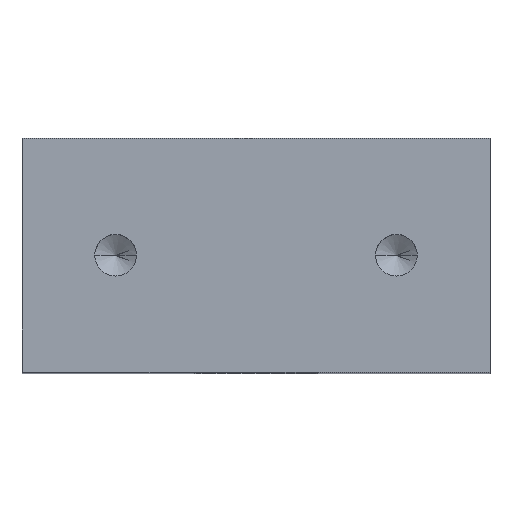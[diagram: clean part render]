
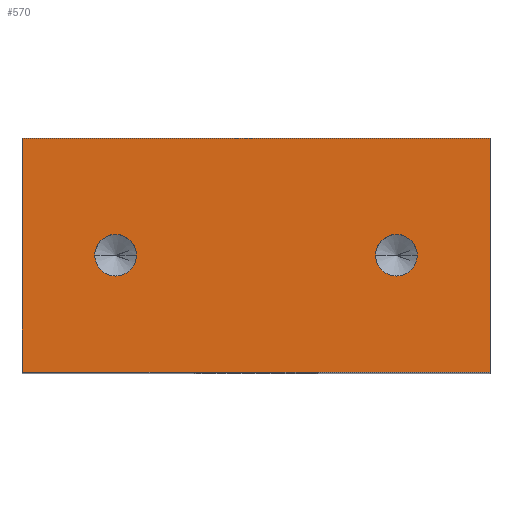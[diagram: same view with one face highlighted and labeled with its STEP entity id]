
A CAD part, top view. The second image highlights one B-rep face of the part: STEP entity #570.
In plain terms, the highlighted planar face has unit normal (0, 0, 1).
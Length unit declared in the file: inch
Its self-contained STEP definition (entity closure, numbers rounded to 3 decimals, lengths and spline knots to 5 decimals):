
#25 = EDGE_CURVE ( 'NONE', #213, #214, #722, .T. ) ;
#36 = EDGE_CURVE ( 'NONE', #219, #220, #723, .T. ) ;
#38 = AXIS2_PLACEMENT_3D ( 'NONE', #343, #344, #345 ) ;
#42 = EDGE_CURVE ( 'NONE', #208, #205, #736, .T. ) ;
#50 = EDGE_CURVE ( 'NONE', #205, #208, #738, .T. ) ;
#61 = EDGE_CURVE ( 'NONE', #228, #226, #767, .T. ) ;
#65 = AXIS2_PLACEMENT_3D ( 'NONE', #466, #467, #468 ) ;
#76 = AXIS2_PLACEMENT_3D ( 'NONE', #320, #321, #322 ) ;
#78 = EDGE_CURVE ( 'NONE', #214, #213, #698, .T. ) ;
#96 = EDGE_CURVE ( 'NONE', #226, #219, #603, .T. ) ;
#101 = EDGE_CURVE ( 'NONE', #220, #228, #686, .T. ) ;
#112 = AXIS2_PLACEMENT_3D ( 'NONE', #308, #309, #310 ) ;
#113 = AXIS2_PLACEMENT_3D ( 'NONE', #273, #274, #275 ) ;
#165 = EDGE_LOOP ( 'NONE', ( #793, #777, #714, #718 ) ) ;
#177 = EDGE_LOOP ( 'NONE', ( #597, #620 ) ) ;
#187 = EDGE_LOOP ( 'NONE', ( #608, #607 ) ) ;
#205 = VERTEX_POINT ( 'NONE', #429 ) ;
#208 = VERTEX_POINT ( 'NONE', #432 ) ;
#213 = VERTEX_POINT ( 'NONE', #437 ) ;
#214 = VERTEX_POINT ( 'NONE', #438 ) ;
#219 = VERTEX_POINT ( 'NONE', #443 ) ;
#220 = VERTEX_POINT ( 'NONE', #444 ) ;
#226 = VERTEX_POINT ( 'NONE', #450 ) ;
#228 = VERTEX_POINT ( 'NONE', #452 ) ;
#273 = CARTESIAN_POINT ( 'NONE',  ( 0.3, 0., 2. ) ) ;
#274 = DIRECTION ( 'NONE',  ( 0., 0., 1. ) ) ;
#275 = DIRECTION ( 'NONE',  ( 1., 0., 0. ) ) ;
#300 = CARTESIAN_POINT ( 'NONE',  ( 0.5, 0.25, 2. ) ) ;
#301 = DIRECTION ( 'NONE',  ( 0., 1., 0. ) ) ;
#308 = CARTESIAN_POINT ( 'NONE',  ( -0.3, 0., 2. ) ) ;
#309 = DIRECTION ( 'NONE',  ( 0., 0., 1. ) ) ;
#310 = DIRECTION ( 'NONE',  ( 1., 0., 0. ) ) ;
#320 = CARTESIAN_POINT ( 'NONE',  ( -0.3, 0., 2. ) ) ;
#321 = DIRECTION ( 'NONE',  ( 0., 0., 1. ) ) ;
#322 = DIRECTION ( 'NONE',  ( 1., 0., 0. ) ) ;
#332 = CARTESIAN_POINT ( 'NONE',  ( -0.5, 0.25, 2. ) ) ;
#333 = DIRECTION ( 'NONE',  ( 0., -1., 0. ) ) ;
#343 = CARTESIAN_POINT ( 'NONE',  ( 0.3, 0., 2. ) ) ;
#344 = DIRECTION ( 'NONE',  ( 0., 0., 1. ) ) ;
#345 = DIRECTION ( 'NONE',  ( 1., 0., 0. ) ) ;
#363 = CARTESIAN_POINT ( 'NONE',  ( -0.5, -0.25, 2. ) ) ;
#364 = DIRECTION ( 'NONE',  ( 1., 0., 0. ) ) ;
#370 = CARTESIAN_POINT ( 'NONE',  ( -0.5, 0.25, 2. ) ) ;
#371 = DIRECTION ( 'NONE',  ( -1., 0., 0. ) ) ;
#429 = CARTESIAN_POINT ( 'NONE',  ( -0.2555, 0., 2. ) ) ;
#432 = CARTESIAN_POINT ( 'NONE',  ( -0.3445, 0., 2. ) ) ;
#437 = CARTESIAN_POINT ( 'NONE',  ( 0.3445, 0., 2. ) ) ;
#438 = CARTESIAN_POINT ( 'NONE',  ( 0.2555, 0., 2. ) ) ;
#443 = CARTESIAN_POINT ( 'NONE',  ( 0.5, -0.25, 2. ) ) ;
#444 = CARTESIAN_POINT ( 'NONE',  ( 0.5, 0.25, 2. ) ) ;
#450 = CARTESIAN_POINT ( 'NONE',  ( -0.5, -0.25, 2. ) ) ;
#452 = CARTESIAN_POINT ( 'NONE',  ( -0.5, 0.25, 2. ) ) ;
#465 = PLANE ( 'NONE',  #65 ) ;
#466 = CARTESIAN_POINT ( 'NONE',  ( 0.5, -0.25, 2. ) ) ;
#467 = DIRECTION ( 'NONE',  ( 0., 0., 1. ) ) ;
#468 = DIRECTION ( 'NONE',  ( 1., 0., 0. ) ) ;
#570 = ADVANCED_FACE ( 'NONE', ( #681, #762, #791 ), #465, .T. ) ;
#596 = VECTOR ( 'NONE', #371, 39.37008 ) ;
#597 = ORIENTED_EDGE ( 'NONE', *, *, #50, .F. ) ;
#603 = LINE ( 'NONE', #363, #690 ) ;
#607 = ORIENTED_EDGE ( 'NONE', *, *, #78, .F. ) ;
#608 = ORIENTED_EDGE ( 'NONE', *, *, #25, .F. ) ;
#620 = ORIENTED_EDGE ( 'NONE', *, *, #42, .F. ) ;
#681 = FACE_BOUND ( 'NONE', #177, .T. ) ;
#686 = LINE ( 'NONE', #370, #596 ) ;
#690 = VECTOR ( 'NONE', #364, 39.37008 ) ;
#692 = VECTOR ( 'NONE', #301, 39.37008 ) ;
#698 = CIRCLE ( 'NONE', #38, 0.0445 ) ;
#714 = ORIENTED_EDGE ( 'NONE', *, *, #61, .T. ) ;
#718 = ORIENTED_EDGE ( 'NONE', *, *, #96, .T. ) ;
#722 = CIRCLE ( 'NONE', #113, 0.0445 ) ;
#723 = LINE ( 'NONE', #300, #692 ) ;
#736 = CIRCLE ( 'NONE', #112, 0.0445 ) ;
#738 = CIRCLE ( 'NONE', #76, 0.0445 ) ;
#762 = FACE_BOUND ( 'NONE', #187, .T. ) ;
#767 = LINE ( 'NONE', #332, #792 ) ;
#777 = ORIENTED_EDGE ( 'NONE', *, *, #101, .T. ) ;
#791 = FACE_OUTER_BOUND ( 'NONE', #165, .T. ) ;
#792 = VECTOR ( 'NONE', #333, 39.37008 ) ;
#793 = ORIENTED_EDGE ( 'NONE', *, *, #36, .T. ) ;
